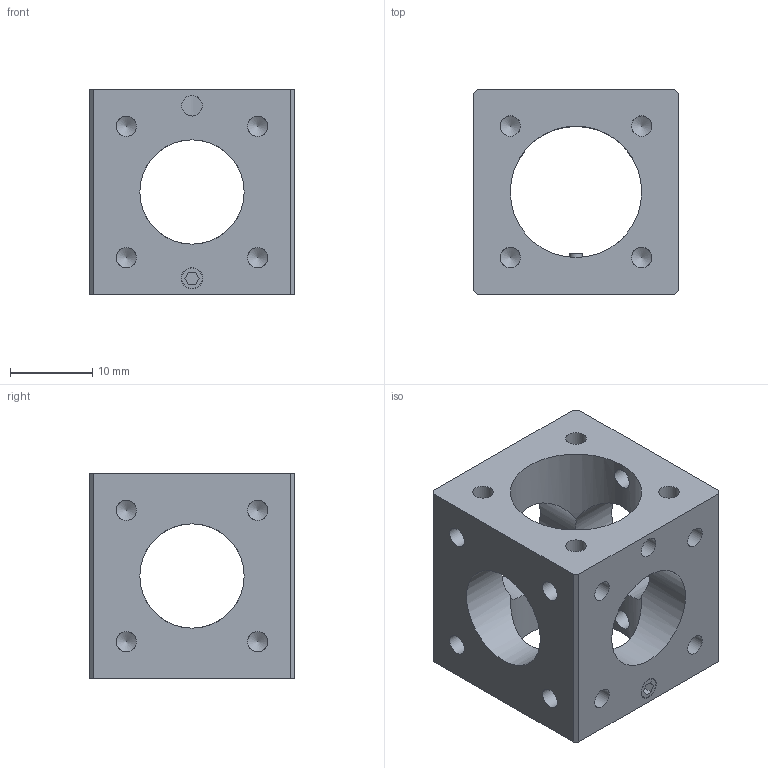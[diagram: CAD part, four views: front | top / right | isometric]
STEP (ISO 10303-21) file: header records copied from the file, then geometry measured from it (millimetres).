
FILE_DESCRIPTION(/* description */ (''),/* implementation_level */ '2;1');
FILE_NAME(/* name */ 'C16-CB-H12.7.stp',/* time_stamp */ '2018-07-26T11:22:59+09:00',/* author */ ('e.nonaka'),/* organization */ (''),/* preprocessor_version */ 'ST-DEVELOPER v17',/* originating_system */ 'Autodesk Inventor 2018',/* authorisation */ '');
FILE_SCHEMA (('AUTOMOTIVE_DESIGN { 1 0 10303 214 3 1 1 }'));
Length unit declared in the file: millimetre
Products named in the file (1): C16CBH12.7-M01-18001-TS01
Bounding box: 25 x 25 x 25 mm (x, y, z)
Volume: 7217.7 mm3; surface area: 5457 mm2
Topology: 1 solids, 1 shells, 104 faces, 427 edges, 294 vertices
Faces by surface type: cylinder 59, cone 24, plane 21
Full cylindrical faces by diameter (mm): 1.5 x1, 2.5 x52, 12.7 x4, 16 x2
Entity records: 4938 total; most frequent: CARTESIAN_POINT 1045, DIRECTION 853, ORIENTED_EDGE 806, EDGE_CURVE 403, AXIS2_PLACEMENT_3D 364, VERTEX_POINT 294, EDGE_LOOP 145, ELLIPSE 142
